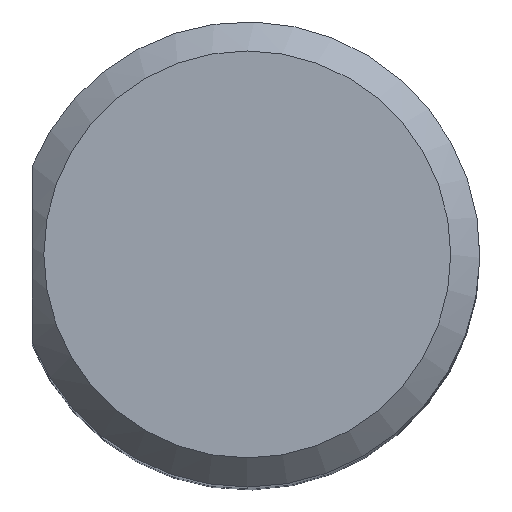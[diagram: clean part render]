
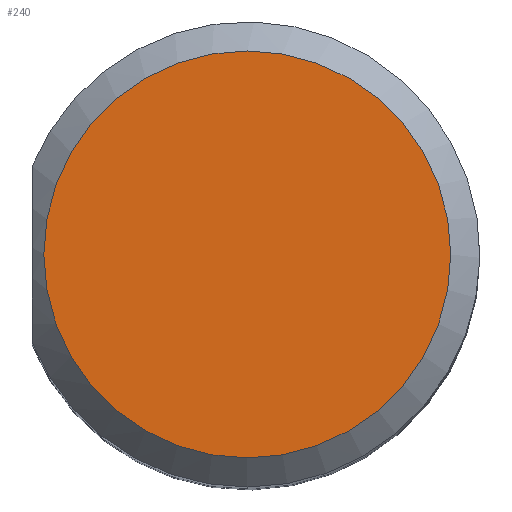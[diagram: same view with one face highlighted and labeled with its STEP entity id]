
A CAD part, top view. The second image highlights one B-rep face of the part: STEP entity #240.
In plain terms, the highlighted planar face has unit normal (0, 0, 1).
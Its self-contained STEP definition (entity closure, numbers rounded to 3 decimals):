
#147=PLANE('',#767);
#240=ADVANCED_FACE('',(#280),#147,.T.);
#280=FACE_OUTER_BOUND('',#311,.T.);
#311=EDGE_LOOP('',(#445));
#355=CIRCLE('',#759,7.);
#445=ORIENTED_EDGE('',*,*,#627,.F.);
#563=VERTEX_POINT('',#1211);
#627=EDGE_CURVE('',#563,#563,#355,.T.);
#759=AXIS2_PLACEMENT_3D('',#1210,#879,#880);
#767=AXIS2_PLACEMENT_3D('',#1235,#895,#896);
#879=DIRECTION('',(0.,0.,-1.));
#880=DIRECTION('',(0.,-1.,0.));
#895=DIRECTION('',(0.,0.,1.));
#896=DIRECTION('',(0.,1.,0.));
#1210=CARTESIAN_POINT('',(0.,0.,0.));
#1211=CARTESIAN_POINT('',(0.,-7.,0.));
#1235=CARTESIAN_POINT('',(7.,0.,0.));
